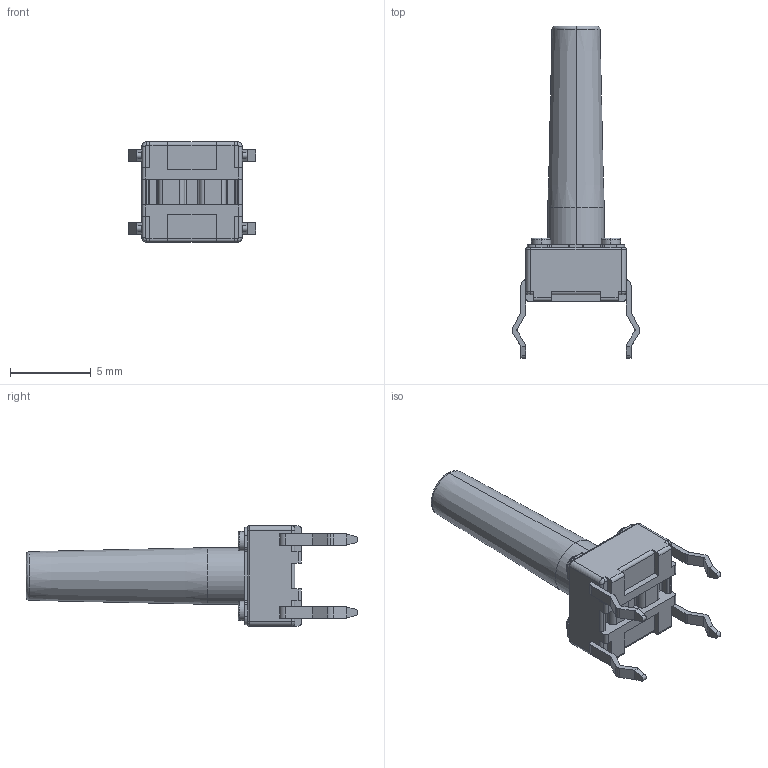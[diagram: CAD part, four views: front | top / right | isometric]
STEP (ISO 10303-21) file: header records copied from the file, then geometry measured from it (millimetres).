
FILE_DESCRIPTION (( 'STEP AP214' ), '1' );
FILE_NAME ('SKHHDHA010.stp', '2019-04-05T19:15:03', ( '' ), ( '' ), 'SwSTEP 2.0', 'SolidWorks 2017', '' );
FILE_SCHEMA (( 'AUTOMOTIVE_DESIGN' ));
Length unit declared in the file: millimetre
Products named in the file (1): SKHHDHA010
Bounding box: 7.9 x 20.5 x 6.2 mm (x, y, z)
Volume: 242.4 mm3; surface area: 359.9 mm2
Topology: 1 solids, 5 shells, 276 faces, 712 edges, 452 vertices
Faces by surface type: cylinder 128, plane 128, bspline 18, cone 2
Entity records: 11688 total; most frequent: CARTESIAN_POINT 1773, DIRECTION 1480, ORIENTED_EDGE 1424, EDGE_CURVE 712, AXIS2_PLACEMENT_3D 527, VERTEX_POINT 452, LINE 426, VECTOR 426
